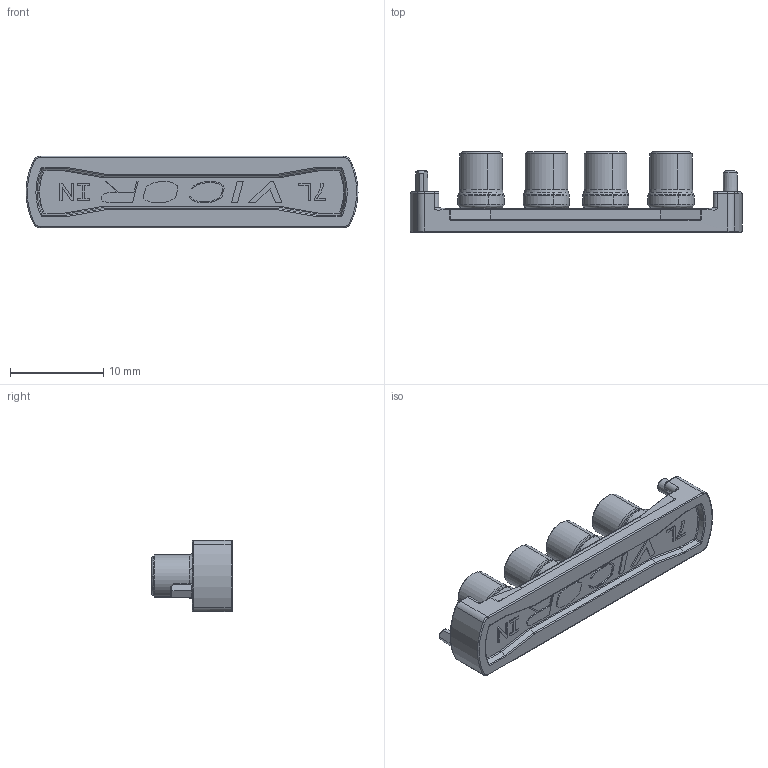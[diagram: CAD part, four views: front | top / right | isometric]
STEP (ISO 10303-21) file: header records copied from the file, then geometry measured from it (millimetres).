
FILE_DESCRIPTION (( 'STEP AP214' ), '1' );
FILE_NAME ('21540_21545_21512_20029-03-Input.STEP', '2012-08-16T15:00:39', ( 'Vicor User' ), ( 'Microsoft' ), 'SwSTEP 2.0', 'SolidWorks 2012', '' );
FILE_SCHEMA (( 'AUTOMOTIVE_DESIGN' ));
Length unit declared in the file: inch
Products named in the file (1): 21540_21545_21512_20029-03-Input
Bounding box: 35.52 x 8.64 x 7.62 mm (x, y, z)
Volume: 1015.1 mm3; surface area: 1246.5 mm2
Topology: 1 solids, 1 shells, 468 faces, 1167 edges, 721 vertices
Faces by surface type: bspline 219, plane 195, cylinder 34, cone 20
Entity records: 26955 total; most frequent: CARTESIAN_POINT 11036, ORIENTED_EDGE 2334, DIRECTION 1487, EDGE_CURVE 1167, VERTEX_POINT 721, LINE 631, VECTOR 631, EDGE_LOOP 488
